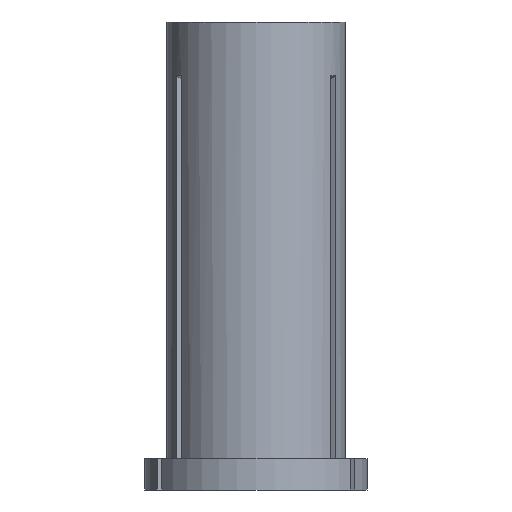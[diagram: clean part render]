
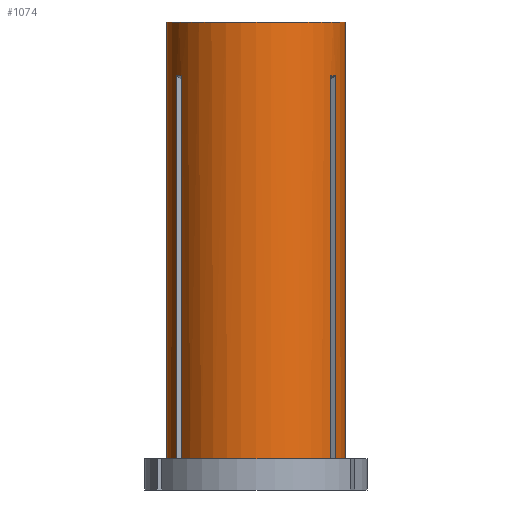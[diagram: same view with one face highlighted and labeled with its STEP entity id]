
A CAD part, front view. The second image highlights one B-rep face of the part: STEP entity #1074.
In plain terms, the highlighted cylindrical face has radius 10 mm (diameter 20 mm), a partial arc.
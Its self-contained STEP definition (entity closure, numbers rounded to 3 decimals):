
#5 = DIRECTION ( 'NONE',  ( 0., 0., 1. ) ) ;
#8 = CARTESIAN_POINT ( 'NONE',  ( -10., 0., 0. ) ) ;
#12 = VECTOR ( 'NONE', #456, 1000. ) ;
#13 = CARTESIAN_POINT ( 'NONE',  ( 8.665, -5.001, -5.997 ) ) ;
#14 = CARTESIAN_POINT ( 'NONE',  ( 0., 0., -49. ) ) ;
#24 = DIRECTION ( 'NONE',  ( 1., 0., 0. ) ) ;
#39 = ORIENTED_EDGE ( 'NONE', *, *, #100, .T. ) ;
#51 = ORIENTED_EDGE ( 'NONE', *, *, #286, .T. ) ;
#55 = CIRCLE ( 'NONE', #182, 10. ) ;
#57 = CARTESIAN_POINT ( 'NONE',  ( 8.899, -4.561, -6.01 ) ) ;
#71 = ORIENTED_EDGE ( 'NONE', *, *, #212, .T. ) ;
#82 = VERTEX_POINT ( 'NONE', #700 ) ;
#85 = CYLINDRICAL_SURFACE ( 'NONE', #304, 10. ) ;
#100 = EDGE_CURVE ( 'NONE', #792, #528, #618, .T. ) ;
#103 = FACE_OUTER_BOUND ( 'NONE', #864, .T. ) ;
#115 = CARTESIAN_POINT ( 'NONE',  ( -8.399, -5.427, 0. ) ) ;
#116 = DIRECTION ( 'NONE',  ( 0., 0., 1. ) ) ;
#128 = EDGE_CURVE ( 'NONE', #757, #843, #608, .T. ) ;
#139 = VERTEX_POINT ( 'NONE', #610 ) ;
#158 = CARTESIAN_POINT ( 'NONE',  ( 8.899, -4.561, 0. ) ) ;
#173 = ORIENTED_EDGE ( 'NONE', *, *, #1118, .T. ) ;
#177 = VERTEX_POINT ( 'NONE', #8 ) ;
#182 = AXIS2_PLACEMENT_3D ( 'NONE', #300, #307, #312 ) ;
#184 = CARTESIAN_POINT ( 'NONE',  ( -8.399, -5.427, -6.01 ) ) ;
#202 = DIRECTION ( 'NONE',  ( 1., 0., 0. ) ) ;
#212 = EDGE_CURVE ( 'NONE', #139, #757, #532, .T. ) ;
#220 = DIRECTION ( 'NONE',  ( 0., 0., 1. ) ) ;
#252 = CARTESIAN_POINT ( 'NONE',  ( 8.399, -5.427, -6.01 ) ) ;
#254 = CARTESIAN_POINT ( 'NONE',  ( 8.49, -5.286, -6.003 ) ) ;
#271 = CARTESIAN_POINT ( 'NONE',  ( -8.663, -5.003, -5.997 ) ) ;
#272 = ORIENTED_EDGE ( 'NONE', *, *, #743, .F. ) ;
#286 = EDGE_CURVE ( 'NONE', #82, #792, #403, .T. ) ;
#288 = DIRECTION ( 'NONE',  ( 1., 0., 0. ) ) ;
#297 = VECTOR ( 'NONE', #5, 1000. ) ;
#300 = CARTESIAN_POINT ( 'NONE',  ( 0., 0., -49. ) ) ;
#304 = AXIS2_PLACEMENT_3D ( 'NONE', #422, #357, #202 ) ;
#307 = DIRECTION ( 'NONE',  ( 0., 0., 1. ) ) ;
#312 = DIRECTION ( 'NONE',  ( 1., 0., 0. ) ) ;
#320 = CIRCLE ( 'NONE', #423, 10. ) ;
#342 = VERTEX_POINT ( 'NONE', #1046 ) ;
#357 = DIRECTION ( 'NONE',  ( 0., 0., 1. ) ) ;
#403 = LINE ( 'NONE', #880, #598 ) ;
#422 = CARTESIAN_POINT ( 'NONE',  ( 0., 0., 0. ) ) ;
#423 = AXIS2_PLACEMENT_3D ( 'NONE', #14, #600, #288 ) ;
#430 = VECTOR ( 'NONE', #220, 1000. ) ;
#433 = EDGE_CURVE ( 'NONE', #976, #82, #55, .T. ) ;
#436 = ORIENTED_EDGE ( 'NONE', *, *, #627, .T. ) ;
#442 = CARTESIAN_POINT ( 'NONE',  ( -8.823, -4.71, -6.003 ) ) ;
#456 = DIRECTION ( 'NONE',  ( 0., 0., 1. ) ) ;
#463 = CARTESIAN_POINT ( 'NONE',  ( -8.899, -4.561, -6.01 ) ) ;
#474 = AXIS2_PLACEMENT_3D ( 'NONE', #919, #804, #799 ) ;
#478 = CARTESIAN_POINT ( 'NONE',  ( -8.49, -5.287, -6.003 ) ) ;
#480 = CARTESIAN_POINT ( 'NONE',  ( -8.399, -5.427, -6.01 ) ) ;
#481 = VERTEX_POINT ( 'NONE', #571 ) ;
#488 = ORIENTED_EDGE ( 'NONE', *, *, #637, .T. ) ;
#495 = CARTESIAN_POINT ( 'NONE',  ( 8.824, -4.709, -6.003 ) ) ;
#517 = EDGE_CURVE ( 'NONE', #976, #177, #1121, .T. ) ;
#527 = DIRECTION ( 'NONE',  ( 0., 0., 1. ) ) ;
#528 = VERTEX_POINT ( 'NONE', #184 ) ;
#532 = LINE ( 'NONE', #619, #12 ) ;
#565 = CARTESIAN_POINT ( 'NONE',  ( 8.399, -5.427, -6.01 ) ) ;
#571 = CARTESIAN_POINT ( 'NONE',  ( 8.899, -4.561, -49. ) ) ;
#581 = AXIS2_PLACEMENT_3D ( 'NONE', #714, #527, #24 ) ;
#598 = VECTOR ( 'NONE', #966, 1000. ) ;
#600 = DIRECTION ( 'NONE',  ( 0., 0., 1. ) ) ;
#603 = LINE ( 'NONE', #896, #865 ) ;
#608 = B_SPLINE_CURVE_WITH_KNOTS ( 'NONE', 3,
 ( #252, #254, #13, #495, #57 ),
 .UNSPECIFIED., .F., .F.,
 ( 4, 1, 4 ),
 ( 0.061, 0.061, 0.062 ),
 .UNSPECIFIED. ) ;
#610 = CARTESIAN_POINT ( 'NONE',  ( 8.399, -5.427, -49. ) ) ;
#618 = B_SPLINE_CURVE_WITH_KNOTS ( 'NONE', 3,
 ( #463, #442, #271, #478, #480 ),
 .UNSPECIFIED., .F., .F.,
 ( 4, 1, 4 ),
 ( 0.055, 0.056, 0.056 ),
 .UNSPECIFIED. ) ;
#619 = CARTESIAN_POINT ( 'NONE',  ( 8.399, -5.427, 0. ) ) ;
#627 = EDGE_CURVE ( 'NONE', #1082, #139, #1071, .T. ) ;
#637 = EDGE_CURVE ( 'NONE', #834, #342, #603, .T. ) ;
#649 = CARTESIAN_POINT ( 'NONE',  ( -10., 0., 0. ) ) ;
#661 = ORIENTED_EDGE ( 'NONE', *, *, #715, .F. ) ;
#668 = ORIENTED_EDGE ( 'NONE', *, *, #517, .F. ) ;
#675 = CARTESIAN_POINT ( 'NONE',  ( 10., 0., -49. ) ) ;
#700 = CARTESIAN_POINT ( 'NONE',  ( -8.899, -4.561, -49. ) ) ;
#714 = CARTESIAN_POINT ( 'NONE',  ( 0., 0., 0. ) ) ;
#715 = EDGE_CURVE ( 'NONE', #177, #342, #991, .T. ) ;
#732 = CARTESIAN_POINT ( 'NONE',  ( -8.899, -4.561, -6.01 ) ) ;
#743 = EDGE_CURVE ( 'NONE', #1082, #528, #751, .T. ) ;
#751 = LINE ( 'NONE', #115, #297 ) ;
#757 = VERTEX_POINT ( 'NONE', #565 ) ;
#763 = ORIENTED_EDGE ( 'NONE', *, *, #128, .T. ) ;
#792 = VERTEX_POINT ( 'NONE', #732 ) ;
#799 = DIRECTION ( 'NONE',  ( 1., 0., 0. ) ) ;
#804 = DIRECTION ( 'NONE',  ( 0., 0., 1. ) ) ;
#812 = CARTESIAN_POINT ( 'NONE',  ( -8.399, -5.427, -49. ) ) ;
#834 = VERTEX_POINT ( 'NONE', #675 ) ;
#843 = VERTEX_POINT ( 'NONE', #886 ) ;
#856 = CARTESIAN_POINT ( 'NONE',  ( -10., 0., -49. ) ) ;
#858 = EDGE_CURVE ( 'NONE', #481, #843, #1133, .T. ) ;
#864 = EDGE_LOOP ( 'NONE', ( #668, #946, #51, #39, #272, #436, #71, #763, #1069, #173, #488, #661 ) ) ;
#865 = VECTOR ( 'NONE', #965, 1000. ) ;
#880 = CARTESIAN_POINT ( 'NONE',  ( -8.899, -4.561, 0. ) ) ;
#881 = VECTOR ( 'NONE', #116, 1000. ) ;
#886 = CARTESIAN_POINT ( 'NONE',  ( 8.899, -4.561, -6.01 ) ) ;
#896 = CARTESIAN_POINT ( 'NONE',  ( 10., 0., 0. ) ) ;
#919 = CARTESIAN_POINT ( 'NONE',  ( 0., 0., -49. ) ) ;
#946 = ORIENTED_EDGE ( 'NONE', *, *, #433, .T. ) ;
#965 = DIRECTION ( 'NONE',  ( 0., 0., 1. ) ) ;
#966 = DIRECTION ( 'NONE',  ( 0., 0., 1. ) ) ;
#976 = VERTEX_POINT ( 'NONE', #856 ) ;
#991 = CIRCLE ( 'NONE', #581, 10. ) ;
#1046 = CARTESIAN_POINT ( 'NONE',  ( 10., 0., 0. ) ) ;
#1069 = ORIENTED_EDGE ( 'NONE', *, *, #858, .F. ) ;
#1071 = CIRCLE ( 'NONE', #474, 10. ) ;
#1074 = ADVANCED_FACE ( 'NONE', ( #103 ), #85, .T. ) ;
#1082 = VERTEX_POINT ( 'NONE', #812 ) ;
#1118 = EDGE_CURVE ( 'NONE', #481, #834, #320, .T. ) ;
#1121 = LINE ( 'NONE', #649, #430 ) ;
#1133 = LINE ( 'NONE', #158, #881 ) ;
